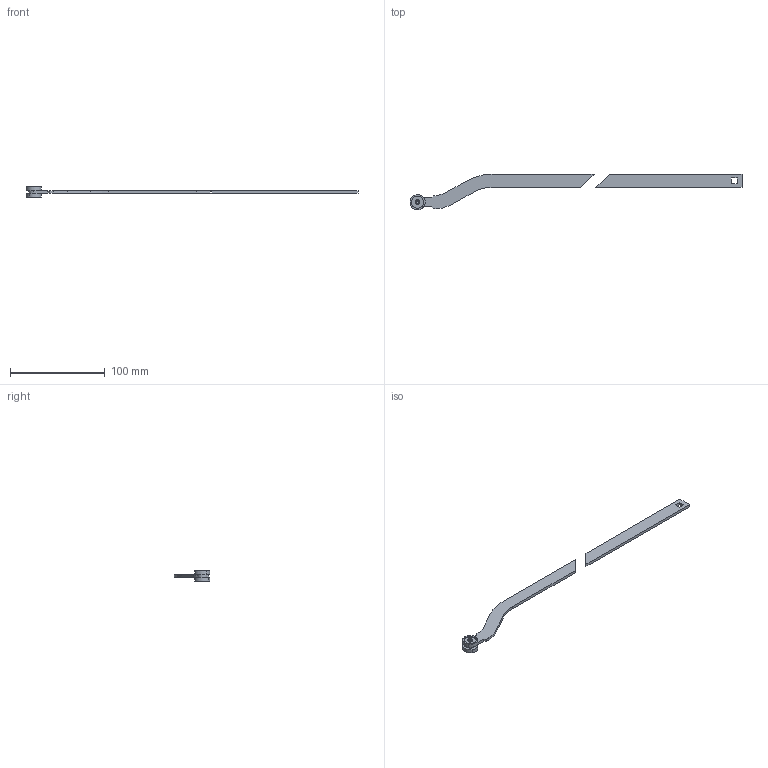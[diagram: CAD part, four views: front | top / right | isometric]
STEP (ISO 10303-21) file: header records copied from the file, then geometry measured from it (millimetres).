
FILE_DESCRIPTION (( 'STEP AP203' ), '1' );
FILE_NAME ('ILM01.21.L.STEP', '2022-08-29T06:55:32', ( '' ), ( '' ), 'SwSTEP 2.0', 'SolidWorks 2021', '' );
FILE_SCHEMA (( 'CONFIG_CONTROL_DESIGN' ));
Length unit declared in the file: millimetre
Products named in the file (1): ILM01.21.L
Bounding box: 350 x 37.5 x 11.15 mm (x, y, z)
Surface area: 12810.3 mm2 (no closed solid volume)
Topology: 0 solids, 6 shells, 57 faces, 140 edges, 94 vertices
Faces by surface type: plane 30, cylinder 19, cone 4, torus 2, sphere 2
Entity records: 2054 total; most frequent: CARTESIAN_POINT 598, DIRECTION 300, ORIENTED_EDGE 260, EDGE_CURVE 138, AXIS2_PLACEMENT_3D 110, VERTEX_POINT 94, LINE 80, VECTOR 80
